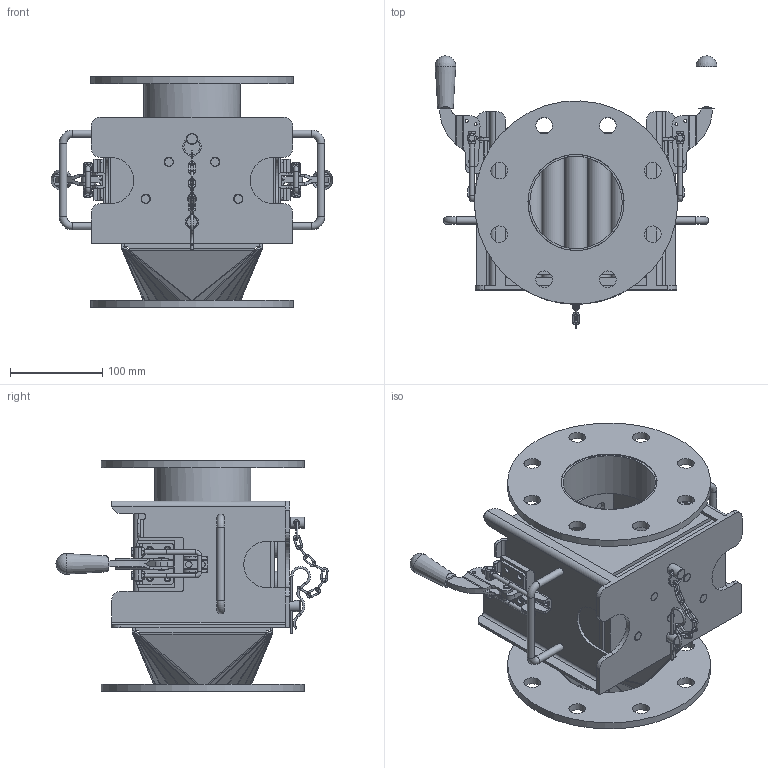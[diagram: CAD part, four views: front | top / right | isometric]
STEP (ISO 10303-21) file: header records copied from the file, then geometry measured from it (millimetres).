
FILE_DESCRIPTION(/* description */ (''),/* implementation_level */ '2;1');
FILE_NAME(/* name */ 'SECF100638 D.stp',/* time_stamp */ '2019-12-10T09:13:22+01:00',/* author */ ('cr'),/* organization */ (''),/* preprocessor_version */ 'ST-DEVELOPER v17.2',/* originating_system */ 'Autodesk Inventor 2019',/* authorisation */ '');
FILE_SCHEMA (('AUTOMOTIVE_DESIGN { 1 0 10303 214 3 1 1 }'));
Length unit declared in the file: millimetre
Products named in the file (1): Part2
Bounding box: 305.08 x 294.57 x 250 mm (x, y, z)
Volume: 1560634.9 mm3; surface area: 775337.9 mm2
Topology: 16 solids, 17 shells, 1185 faces, 3078 edges, 1947 vertices
Faces by surface type: plane 516, cylinder 387, cone 172, bspline 63, torus 45, sphere 2
Full cylindrical faces by diameter (mm): 2 x16, 2.5 x3, 3.2 x8, 4 x7, 4.763 x6, 4.826 x10, 4.917 x8, 5.588 x4, 6 x10, 6.2 x2, 6.731 x8, 6.858 x4, 7.112 x2, 8 x6, 9.652 x4, 10 x6, 12 x7, 14 x3, 18 x16, 24 x5, 25 x15, 100 x2, 104 x3, 220 x2
Entity records: 41003 total; most frequent: CARTESIAN_POINT 10384, DIRECTION 6196, ORIENTED_EDGE 6150, EDGE_CURVE 3075, AXIS2_PLACEMENT_3D 2355, VERTEX_POINT 1949, LINE 1486, VECTOR 1486
